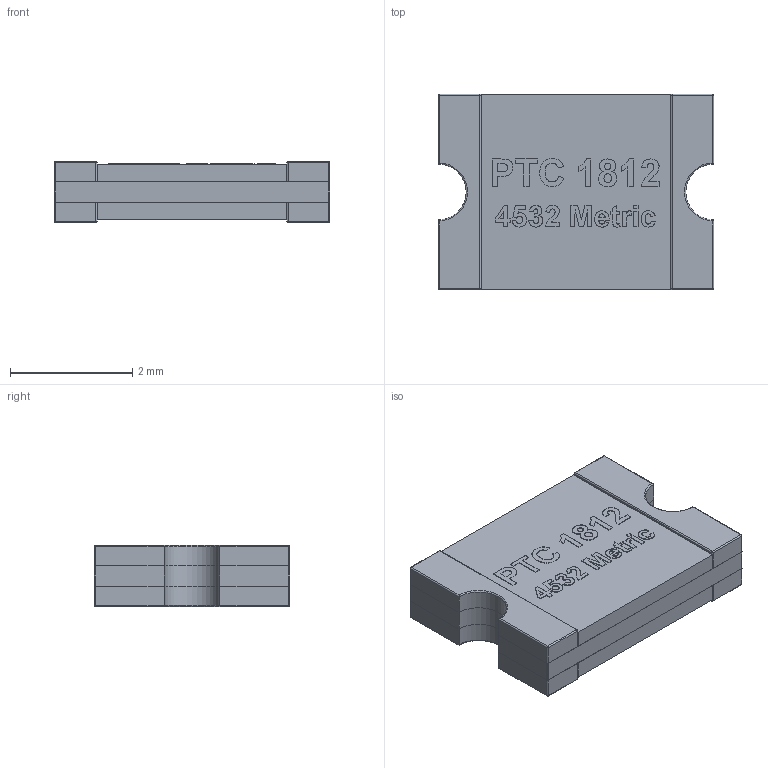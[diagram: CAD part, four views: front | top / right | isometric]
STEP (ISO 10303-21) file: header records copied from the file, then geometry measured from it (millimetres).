
FILE_DESCRIPTION(('FreeCAD Model'),'2;1');
FILE_NAME('fuse_1812_4532M.step','2017-12-27T22:49:23',( 'Author'),(''),'Open CASCADE STEP processor 6.8','FreeCAD','Unknown' );
FILE_SCHEMA(('AUTOMOTIVE_DESIGN_CC2 { 1 2 10303 214 -1 1 5 4 }'));
Length unit declared in the file: millimetre
Products named in the file (1): fuse_1812_4532M
Bounding box: 4.5 x 3.2 x 1 mm (x, y, z)
Volume: 12.8 mm3; surface area: 44 mm2
Topology: 1 solids, 1 shells, 350 faces, 903 edges, 562 vertices
Faces by surface type: plane 179, bspline 105, cylinder 46, sphere 16, torus 4
Entity records: 41961 total; most frequent: CARTESIAN_POINT 23439, DIRECTION 2315, ORIENTED_EDGE 1774, PCURVE 1774, DEFINITIONAL_REPRESENTATION 1774, LINE 1639, VECTOR 1639, B_SPLINE_CURVE_WITH_KNOTS 910
